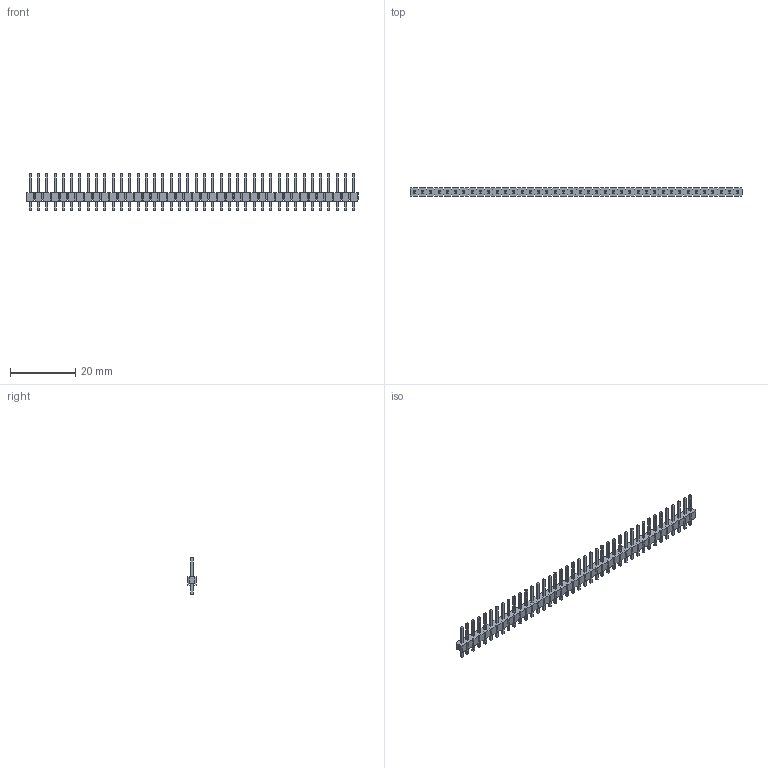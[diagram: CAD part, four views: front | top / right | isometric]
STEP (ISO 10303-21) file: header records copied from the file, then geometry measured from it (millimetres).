
FILE_DESCRIPTION(/* description */ ('Unknown'),/* implementation_level */ '2;1');
FILE_NAME(/* name */ 'J_Wurth_WR-PHD_61304011121',/* time_stamp */ '2025-04-02T14:00:29+08:00',/* author */ ('Unknown'),/* organization */ ('Unknown'),/* preprocessor_version */ 'ST-DEVELOPER v19.4',/* originating_system */ 'Solid Edge',/* authorisation */ 'Unknown');
FILE_SCHEMA (('AUTOMOTIVE_DESIGN {1 0 10303 214 3 1 1}'));
Length unit declared in the file: millimetre
Products named in the file (2): J_Wurth_WR-PHD_61304011121
Assembly tree (1 placements, depth 2):
  J_Wurth_WR-PHD_61304011121
    J_Wurth_WR-PHD_61304011121
Bounding box: 101.6 x 2.54 x 11.54 mm (x, y, z)
Volume: 691.4 mm3; surface area: 2172.4 mm2
Topology: 1 solids, 1 shells, 1124 faces, 2806 edges, 1764 vertices
Faces by surface type: plane 1124
Entity records: 40241 total; most frequent: CARTESIAN_POINT 5696, ORIENTED_EDGE 5612, DIRECTION 5058, EDGE_CURVE 2806, LINE 2806, VECTOR 2806, VERTEX_POINT 1764, EDGE_LOOP 1204
